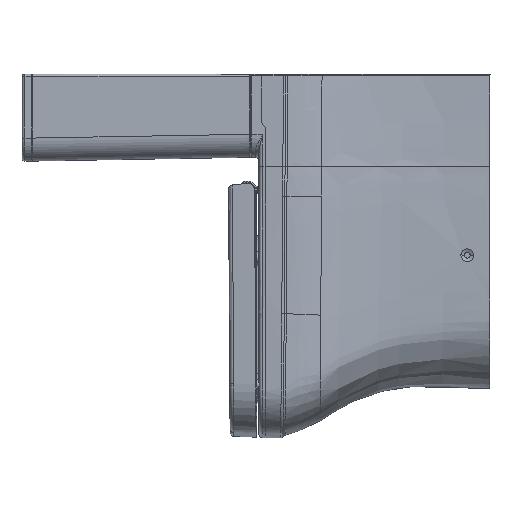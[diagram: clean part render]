
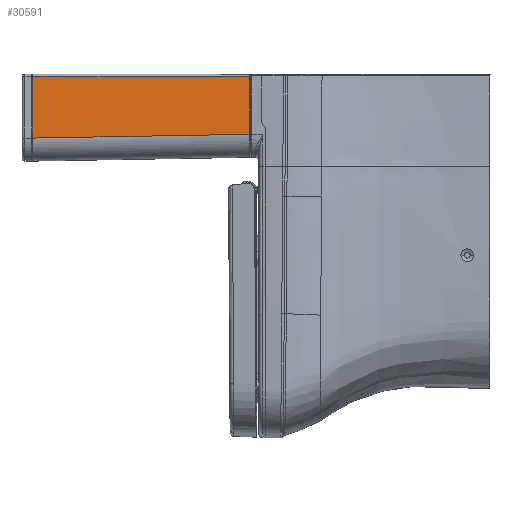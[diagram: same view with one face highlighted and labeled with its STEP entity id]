
A CAD part, left-side view. The second image highlights one B-rep face of the part: STEP entity #30591.
In plain terms, the highlighted face is planar.
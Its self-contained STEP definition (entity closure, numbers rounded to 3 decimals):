
#15 = CARTESIAN_POINT ( 'NONE',  ( 179.509, -198.688, -31.263 ) ) ;
#616 = VERTEX_POINT ( 'NONE', #124978 ) ;
#3352 = CARTESIAN_POINT ( 'NONE',  ( 183.62, -98.645, 204.214 ) ) ;
#3527 = PLANE ( 'NONE',  #52624 ) ;
#5480 = ORIENTED_EDGE ( 'NONE', *, *, #109092, .T. ) ;
#7319 = DIRECTION ( 'NONE',  ( 0., 1., 0. ) ) ;
#12549 = DIRECTION ( 'NONE',  ( -1., 0., 0.017 ) ) ;
#15068 = CARTESIAN_POINT ( 'NONE',  ( 186.052, -205.231, 343.541 ) ) ;
#18484 = ORIENTED_EDGE ( 'NONE', *, *, #45183, .T. ) ;
#21421 = CARTESIAN_POINT ( 'NONE',  ( 179.984, -98.645, -4.095 ) ) ;
#23118 = CARTESIAN_POINT ( 'NONE',  ( 186.052, -98.645, 343.541 ) ) ;
#27269 = CARTESIAN_POINT ( 'NONE',  ( 179.509, -98.645, -31.263 ) ) ;
#27295 = CARTESIAN_POINT ( 'NONE',  ( 179.509, -214.645, -31.263 ) ) ;
#30591 = ADVANCED_FACE ( 'NONE', ( #61542 ), #3527, .F. ) ;
#30629 = CARTESIAN_POINT ( 'NONE',  ( 186.052, -202.266, 343.541 ) ) ;
#35177 = CARTESIAN_POINT ( 'NONE',  ( 179.477, -198.656, -33.093 ) ) ;
#40749 = CARTESIAN_POINT ( 'NONE',  ( 180.17, -98.645, 6.57 ) ) ;
#45183 = EDGE_CURVE ( 'NONE', #71667, #86286, #55783, .T. ) ;
#52332 = CARTESIAN_POINT ( 'NONE',  ( 182.404, -98.645, 134.55 ) ) ;
#52624 = AXIS2_PLACEMENT_3D ( 'NONE', #100833, #12549, #111775 ) ;
#55249 = VERTEX_POINT ( 'NONE', #23118 ) ;
#55783 = LINE ( 'NONE', #35177, #120479 ) ;
#61542 = FACE_OUTER_BOUND ( 'NONE', #113086, .T. ) ;
#69223 = ORIENTED_EDGE ( 'NONE', *, *, #71844, .T. ) ;
#69754 = CARTESIAN_POINT ( 'NONE',  ( 180.914, -98.645, 49.23 ) ) ;
#70815 = EDGE_CURVE ( 'NONE', #55249, #71667, #98943, .T. ) ;
#71667 = VERTEX_POINT ( 'NONE', #15068 ) ;
#71844 = EDGE_CURVE ( 'NONE', #616, #55249, #104357, .T. ) ;
#74370 = LINE ( 'NONE', #27295, #84687 ) ;
#75880 = VECTOR ( 'NONE', #99584, 1000. ) ;
#80686 = CARTESIAN_POINT ( 'NONE',  ( 181.659, -98.645, 91.89 ) ) ;
#84687 = VECTOR ( 'NONE', #7319, 1000. ) ;
#86286 = VERTEX_POINT ( 'NONE', #15 ) ;
#86515 = CARTESIAN_POINT ( 'NONE',  ( 179.543, -98.645, -29.317 ) ) ;
#91627 = CARTESIAN_POINT ( 'NONE',  ( 179.797, -98.645, -14.76 ) ) ;
#98943 = LINE ( 'NONE', #30629, #75880 ) ;
#99584 = DIRECTION ( 'NONE',  ( 0., -1., 0. ) ) ;
#100482 = DIRECTION ( 'NONE',  ( -0.017, 0.017, -1. ) ) ;
#100833 = CARTESIAN_POINT ( 'NONE',  ( 179.472, -214.645, -33.424 ) ) ;
#104357 = B_SPLINE_CURVE_WITH_KNOTS ( 'NONE', 3,
 ( #27269, #86515, #125811, #106498, #91627, #21421, #40749, #69754, #80686, #52332, #3352, #110955, #109679 ),
 .UNSPECIFIED., .F., .F.,
 ( 4, 3, 3, 3, 4 ),
 ( 0., 0.016, 0.101, 0.442, 1. ),
 .UNSPECIFIED. ) ;
#105322 = ORIENTED_EDGE ( 'NONE', *, *, #70815, .T. ) ;
#106498 = CARTESIAN_POINT ( 'NONE',  ( 179.611, -98.645, -25.426 ) ) ;
#109092 = EDGE_CURVE ( 'NONE', #86286, #616, #74370, .T. ) ;
#109679 = CARTESIAN_POINT ( 'NONE',  ( 186.052, -98.645, 343.541 ) ) ;
#110955 = CARTESIAN_POINT ( 'NONE',  ( 184.836, -98.645, 273.877 ) ) ;
#111775 = DIRECTION ( 'NONE',  ( 0., 1., 0. ) ) ;
#113086 = EDGE_LOOP ( 'NONE', ( #69223, #105322, #18484, #5480 ) ) ;
#120479 = VECTOR ( 'NONE', #100482, 1000. ) ;
#124978 = CARTESIAN_POINT ( 'NONE',  ( 179.509, -98.645, -31.263 ) ) ;
#125811 = CARTESIAN_POINT ( 'NONE',  ( 179.577, -98.645, -27.371 ) ) ;
